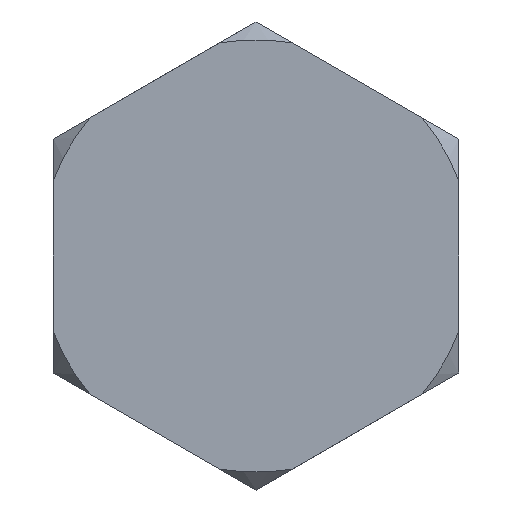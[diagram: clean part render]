
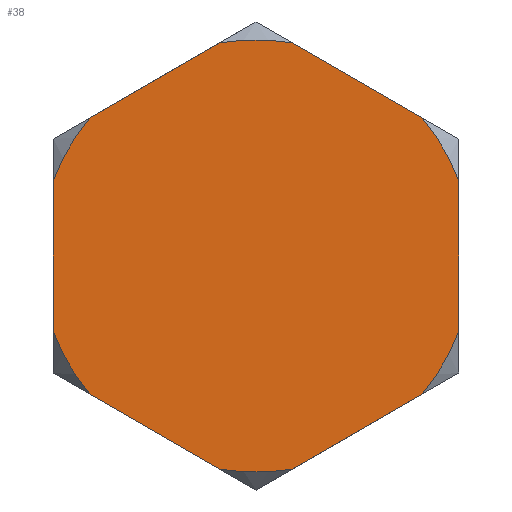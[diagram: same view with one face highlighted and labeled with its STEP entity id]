
A CAD part, front view. The second image highlights one B-rep face of the part: STEP entity #38.
In plain terms, the highlighted planar face has unit normal (0, -1, 0).
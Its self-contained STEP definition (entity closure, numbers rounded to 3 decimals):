
#38 = ADVANCED_FACE( '', ( #83 ), #84, .F. );
#83 = FACE_OUTER_BOUND( '', #133, .T. );
#84 = PLANE( '', #134 );
#133 = EDGE_LOOP( '', ( #211, #212, #213, #214, #215, #216, #217, #218, #219, #220, #221, #222 ) );
#134 = AXIS2_PLACEMENT_3D( '', #223, #224, #225 );
#211 = ORIENTED_EDGE( '', *, *, #337, .T. );
#212 = ORIENTED_EDGE( '', *, *, #338, .T. );
#213 = ORIENTED_EDGE( '', *, *, #339, .T. );
#214 = ORIENTED_EDGE( '', *, *, #340, .T. );
#215 = ORIENTED_EDGE( '', *, *, #341, .T. );
#216 = ORIENTED_EDGE( '', *, *, #342, .T. );
#217 = ORIENTED_EDGE( '', *, *, #343, .T. );
#218 = ORIENTED_EDGE( '', *, *, #344, .T. );
#219 = ORIENTED_EDGE( '', *, *, #345, .T. );
#220 = ORIENTED_EDGE( '', *, *, #346, .T. );
#221 = ORIENTED_EDGE( '', *, *, #347, .T. );
#222 = ORIENTED_EDGE( '', *, *, #348, .T. );
#223 = CARTESIAN_POINT( '', ( 16., 0., 0. ) );
#224 = DIRECTION( '', ( 0., 1., 0. ) );
#225 = DIRECTION( '', ( 0., 0., 1. ) );
#337 = EDGE_CURVE( '', #388, #389, #390, .T. );
#338 = EDGE_CURVE( '', #389, #391, #392, .T. );
#339 = EDGE_CURVE( '', #391, #393, #394, .T. );
#340 = EDGE_CURVE( '', #393, #395, #396, .T. );
#341 = EDGE_CURVE( '', #395, #397, #398, .T. );
#342 = EDGE_CURVE( '', #397, #399, #400, .T. );
#343 = EDGE_CURVE( '', #399, #401, #402, .T. );
#344 = EDGE_CURVE( '', #401, #403, #404, .T. );
#345 = EDGE_CURVE( '', #403, #405, #406, .T. );
#346 = EDGE_CURVE( '', #405, #407, #408, .T. );
#347 = EDGE_CURVE( '', #407, #409, #410, .T. );
#348 = EDGE_CURVE( '', #409, #388, #411, .T. );
#388 = VERTEX_POINT( '', #462 );
#389 = VERTEX_POINT( '', #463 );
#390 = CIRCLE( '', #464, 16. );
#391 = VERTEX_POINT( '', #465 );
#392 = LINE( '', #466, #467 );
#393 = VERTEX_POINT( '', #468 );
#394 = CIRCLE( '', #469, 16. );
#395 = VERTEX_POINT( '', #470 );
#396 = LINE( '', #471, #472 );
#397 = VERTEX_POINT( '', #473 );
#398 = CIRCLE( '', #474, 16. );
#399 = VERTEX_POINT( '', #475 );
#400 = LINE( '', #476, #477 );
#401 = VERTEX_POINT( '', #478 );
#402 = CIRCLE( '', #479, 16. );
#403 = VERTEX_POINT( '', #480 );
#404 = LINE( '', #481, #482 );
#405 = VERTEX_POINT( '', #483 );
#406 = CIRCLE( '', #484, 16. );
#407 = VERTEX_POINT( '', #485 );
#408 = LINE( '', #486, #487 );
#409 = VERTEX_POINT( '', #488 );
#410 = CIRCLE( '', #489, 16. );
#411 = LINE( '', #490, #491 );
#462 = CARTESIAN_POINT( '', ( -12.322, 0., 10.206 ) );
#463 = CARTESIAN_POINT( '', ( -15., 0., 5.568 ) );
#464 = AXIS2_PLACEMENT_3D( '', #621, #622, #623 );
#465 = CARTESIAN_POINT( '', ( -15., 0., -5.568 ) );
#466 = CARTESIAN_POINT( '', ( -15., 0., 0. ) );
#467 = VECTOR( '', #624, 1000. );
#468 = CARTESIAN_POINT( '', ( -12.322, 0., -10.206 ) );
#469 = AXIS2_PLACEMENT_3D( '', #625, #626, #627 );
#470 = CARTESIAN_POINT( '', ( -2.678, 0., -15.774 ) );
#471 = CARTESIAN_POINT( '', ( 4.5, 0., -19.919 ) );
#472 = VECTOR( '', #628, 1000. );
#473 = CARTESIAN_POINT( '', ( 2.678, 0., -15.774 ) );
#474 = AXIS2_PLACEMENT_3D( '', #629, #630, #631 );
#475 = CARTESIAN_POINT( '', ( 12.322, 0., -10.206 ) );
#476 = CARTESIAN_POINT( '', ( 19.5, 0., -6.062 ) );
#477 = VECTOR( '', #632, 1000. );
#478 = CARTESIAN_POINT( '', ( 15., 0., -5.568 ) );
#479 = AXIS2_PLACEMENT_3D( '', #633, #634, #635 );
#480 = CARTESIAN_POINT( '', ( 15., 0., 5.568 ) );
#481 = CARTESIAN_POINT( '', ( 15., 0., 0. ) );
#482 = VECTOR( '', #636, 1000. );
#483 = CARTESIAN_POINT( '', ( 12.322, 0., 10.206 ) );
#484 = AXIS2_PLACEMENT_3D( '', #637, #638, #639 );
#485 = CARTESIAN_POINT( '', ( 2.678, 0., 15.774 ) );
#486 = CARTESIAN_POINT( '', ( 19.5, 0., 6.062 ) );
#487 = VECTOR( '', #640, 1000. );
#488 = CARTESIAN_POINT( '', ( -2.678, 0., 15.774 ) );
#489 = AXIS2_PLACEMENT_3D( '', #641, #642, #643 );
#490 = CARTESIAN_POINT( '', ( 4.5, 0., 19.919 ) );
#491 = VECTOR( '', #644, 1000. );
#621 = CARTESIAN_POINT( '', ( 0., 0., 0. ) );
#622 = DIRECTION( '', ( 0., -1., 0. ) );
#623 = DIRECTION( '', ( 0., 0., -1. ) );
#624 = DIRECTION( '', ( 0., 0., -1. ) );
#625 = CARTESIAN_POINT( '', ( 0., 0., 0. ) );
#626 = DIRECTION( '', ( 0., -1., 0. ) );
#627 = DIRECTION( '', ( 0., 0., -1. ) );
#628 = DIRECTION( '', ( 0.866, 0., -0.5 ) );
#629 = CARTESIAN_POINT( '', ( 0., 0., 0. ) );
#630 = DIRECTION( '', ( 0., -1., 0. ) );
#631 = DIRECTION( '', ( 0., 0., -1. ) );
#632 = DIRECTION( '', ( 0.866, 0., 0.5 ) );
#633 = CARTESIAN_POINT( '', ( 0., 0., 0. ) );
#634 = DIRECTION( '', ( 0., -1., 0. ) );
#635 = DIRECTION( '', ( 0., 0., -1. ) );
#636 = DIRECTION( '', ( 0., 0., 1. ) );
#637 = CARTESIAN_POINT( '', ( 0., 0., 0. ) );
#638 = DIRECTION( '', ( 0., -1., 0. ) );
#639 = DIRECTION( '', ( 0., 0., -1. ) );
#640 = DIRECTION( '', ( -0.866, 0., 0.5 ) );
#641 = CARTESIAN_POINT( '', ( 0., 0., 0. ) );
#642 = DIRECTION( '', ( 0., -1., 0. ) );
#643 = DIRECTION( '', ( 0., 0., -1. ) );
#644 = DIRECTION( '', ( -0.866, 0., -0.5 ) );
